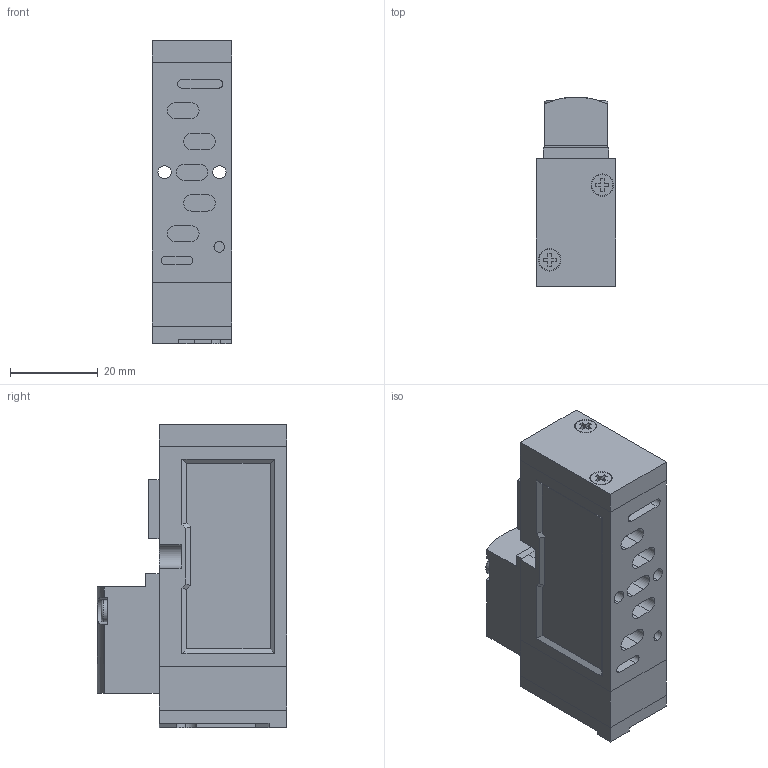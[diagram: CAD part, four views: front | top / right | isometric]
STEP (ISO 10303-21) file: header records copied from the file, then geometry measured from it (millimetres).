
FILE_DESCRIPTION (( 'STEP AP203' ), '1' );
FILE_NAME ('SIP211.STEP', '2016-01-13T02:47:12', ( 'yrd8' ), ( 'Hewlett-Packard Company' ), 'SwSTEP 2.0', 'SolidWorks 2008', '' );
FILE_SCHEMA (( 'CONFIG_CONTROL_DESIGN' ));
Length unit declared in the file: millimetre
Products named in the file (7): SIP200 BODY COVER_ル遽; SIP200 Body Plate_ル遽; SIP211; SIP200 Body; SIP200 SEMI COVER_ル遽; SIP200 Pilot_ル遽; SIP200 SEMI_ル遽
Assembly tree (6 placements, depth 2):
  SIP211
    SIP200 Pilot_ル遽
    SIP200 BODY COVER_ル遽
    SIP200 Body Plate_ル遽
    SIP200 SEMI COVER_ル遽
    SIP200 SEMI_ル遽
    SIP200 Body
Bounding box: 18 x 43.03 x 69 mm (x, y, z)
Volume: 36942 mm3; surface area: 15715.2 mm2
Topology: 6 solids, 6 shells, 300 faces, 739 edges, 486 vertices
Faces by surface type: plane 229, cylinder 65, torus 4, cone 2
Entity records: 9601 total; most frequent: CARTESIAN_POINT 1598, DIRECTION 1504, ORIENTED_EDGE 1478, EDGE_CURVE 739, LINE 588, VECTOR 588, VERTEX_POINT 486, AXIS2_PLACEMENT_3D 458
